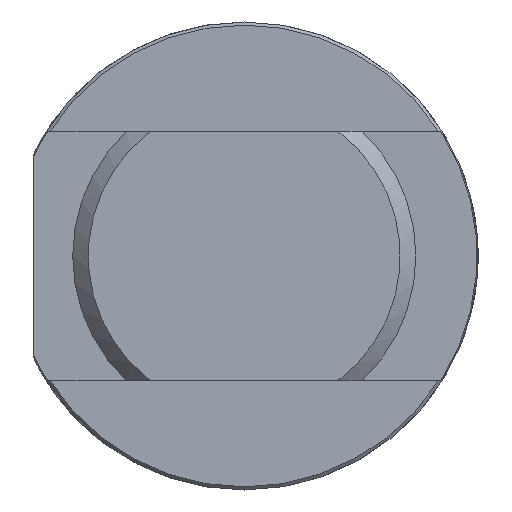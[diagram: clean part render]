
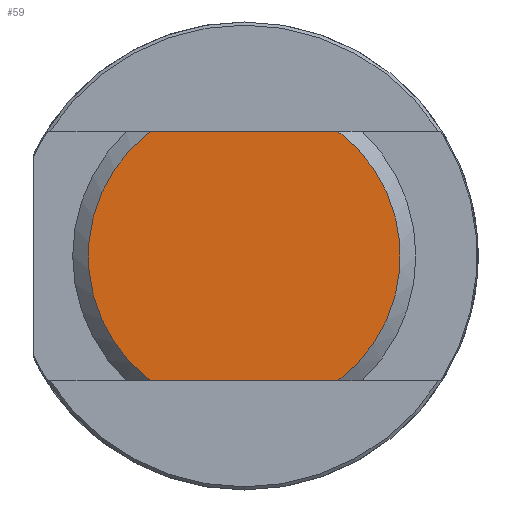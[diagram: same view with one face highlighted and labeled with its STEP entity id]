
A CAD part, left-side view. The second image highlights one B-rep face of the part: STEP entity #59.
In plain terms, the highlighted planar face has unit normal (-1, 0, 0).
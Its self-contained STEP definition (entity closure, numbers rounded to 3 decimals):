
#59 = ADVANCED_FACE ( 'NONE', ( #1619 ), #3602, .F. ) ;
#248 = CARTESIAN_POINT ( 'NONE',  ( 0., 12.75, 8. ) ) ;
#249 = DIRECTION ( 'NONE',  ( 0., -1., 0. ) ) ;
#268 = CARTESIAN_POINT ( 'NONE',  ( 0., 12.75, -8. ) ) ;
#269 = DIRECTION ( 'NONE',  ( 0., 1., 0. ) ) ;
#281 = CARTESIAN_POINT ( 'NONE',  ( 0., 0., 0. ) ) ;
#291 = DIRECTION ( 'NONE',  ( -1., 0., 0. ) ) ;
#292 = DIRECTION ( 'NONE',  ( 0., 0., -1. ) ) ;
#1482 = EDGE_LOOP ( 'NONE', ( #2358, #2442, #2399, #2353 ) ) ;
#1619 = FACE_OUTER_BOUND ( 'NONE', #1482, .T. ) ;
#2007 = CIRCLE ( 'NONE', #3331, 10. ) ;
#2192 = LINE ( 'NONE', #268, #2199 ) ;
#2194 = LINE ( 'NONE', #248, #2195 ) ;
#2195 = VECTOR ( 'NONE', #249, 1000. ) ;
#2199 = VECTOR ( 'NONE', #269, 1000. ) ;
#2211 = CIRCLE ( 'NONE', #3399, 10. ) ;
#2353 = ORIENTED_EDGE ( 'NONE', *, *, #2994, .F. ) ;
#2358 = ORIENTED_EDGE ( 'NONE', *, *, #3008, .T. ) ;
#2399 = ORIENTED_EDGE ( 'NONE', *, *, #2845, .T. ) ;
#2442 = ORIENTED_EDGE ( 'NONE', *, *, #3000, .F. ) ;
#2726 = VERTEX_POINT ( 'NONE', #4223 ) ;
#2740 = VERTEX_POINT ( 'NONE', #4236 ) ;
#2742 = VERTEX_POINT ( 'NONE', #4238 ) ;
#2747 = VERTEX_POINT ( 'NONE', #4243 ) ;
#2845 = EDGE_CURVE ( 'NONE', #2742, #2740, #2007, .T. ) ;
#2994 = EDGE_CURVE ( 'NONE', #2726, #2740, #2194, .T. ) ;
#3000 = EDGE_CURVE ( 'NONE', #2742, #2747, #2192, .T. ) ;
#3008 = EDGE_CURVE ( 'NONE', #2726, #2747, #2211, .T. ) ;
#3159 = AXIS2_PLACEMENT_3D ( 'NONE', #3601, #3604, #3605 ) ;
#3331 = AXIS2_PLACEMENT_3D ( 'NONE', #4450, #4454, #4455 ) ;
#3399 = AXIS2_PLACEMENT_3D ( 'NONE', #281, #291, #292 ) ;
#3601 = CARTESIAN_POINT ( 'NONE',  ( 0., 0., 0. ) ) ;
#3602 = PLANE ( 'NONE',  #3159 ) ;
#3604 = DIRECTION ( 'NONE',  ( 1., 0., 0. ) ) ;
#3605 = DIRECTION ( 'NONE',  ( 0., 0., -1. ) ) ;
#4223 = CARTESIAN_POINT ( 'NONE',  ( 0., 6., 8. ) ) ;
#4236 = CARTESIAN_POINT ( 'NONE',  ( 0., -6., 8. ) ) ;
#4238 = CARTESIAN_POINT ( 'NONE',  ( 0., -6., -8. ) ) ;
#4243 = CARTESIAN_POINT ( 'NONE',  ( 0., 6., -8. ) ) ;
#4450 = CARTESIAN_POINT ( 'NONE',  ( 0., 0., 0. ) ) ;
#4454 = DIRECTION ( 'NONE',  ( -1., 0., 0. ) ) ;
#4455 = DIRECTION ( 'NONE',  ( 0., 0., -1. ) ) ;
